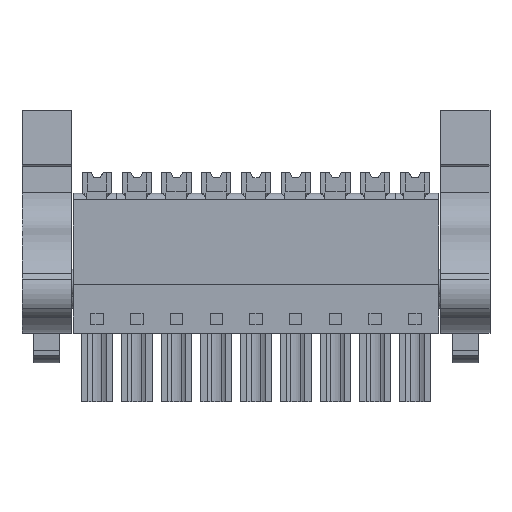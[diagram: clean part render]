
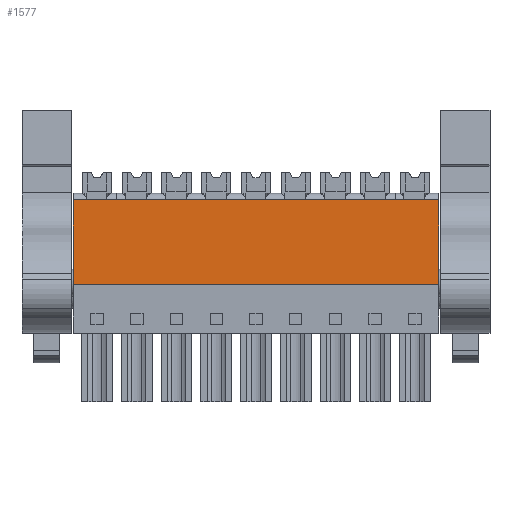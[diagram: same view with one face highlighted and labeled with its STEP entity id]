
A CAD part, front view. The second image highlights one B-rep face of the part: STEP entity #1577.
In plain terms, the highlighted planar face has unit normal (0, -1, 0).
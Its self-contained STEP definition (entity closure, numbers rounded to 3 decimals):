
#1557=AXIS2_PLACEMENT_3D('Plane Axis2P3D',#1554,#1555,#1556) ;
#77=CARTESIAN_POINT('Vertex',(4.9,2.029,11.25)) ;
#80=CARTESIAN_POINT('Line Origine',(4.9,2.029,13.3)) ;
#84=CARTESIAN_POINT('Vertex',(4.9,2.029,19.4)) ;
#1539=CARTESIAN_POINT('Vertex',(39.98,2.029,11.25)) ;
#1542=CARTESIAN_POINT('Line Origine',(22.44,2.029,11.25)) ;
#1554=CARTESIAN_POINT('Axis2P3D Location',(23.85,2.029,19.4)) ;
#1559=CARTESIAN_POINT('Line Origine',(39.98,2.029,15.325)) ;
#1563=CARTESIAN_POINT('Vertex',(39.98,2.029,19.4)) ;
#1566=CARTESIAN_POINT('Line Origine',(22.44,2.029,19.4)) ;
#81=DIRECTION('Vector Direction',(0.,0.,1.)) ;
#1543=DIRECTION('Vector Direction',(1.,0.,0.)) ;
#1555=DIRECTION('Axis2P3D Direction',(0.,-1.,0.)) ;
#1556=DIRECTION('Axis2P3D XDirection',(0.,0.,-1.)) ;
#1560=DIRECTION('Vector Direction',(0.,0.,-1.)) ;
#1567=DIRECTION('Vector Direction',(1.,0.,0.)) ;
#82=VECTOR('Line Direction',#81,1.) ;
#1544=VECTOR('Line Direction',#1543,1.) ;
#1561=VECTOR('Line Direction',#1560,1.) ;
#1568=VECTOR('Line Direction',#1567,1.) ;
#1572=ORIENTED_EDGE('',*,*,#1546,.T.) ;
#1573=ORIENTED_EDGE('',*,*,#1565,.F.) ;
#1574=ORIENTED_EDGE('',*,*,#1570,.F.) ;
#1575=ORIENTED_EDGE('',*,*,#86,.F.) ;
#1577=ADVANCED_FACE('HOUSING',(#1576),#1558,.T.) ;
#86=EDGE_CURVE('',#78,#85,#83,.T.) ;
#1546=EDGE_CURVE('',#78,#1540,#1545,.T.) ;
#1565=EDGE_CURVE('',#1564,#1540,#1562,.T.) ;
#1570=EDGE_CURVE('',#85,#1564,#1569,.T.) ;
#1571=EDGE_LOOP('',(#1572,#1573,#1574,#1575)) ;
#1576=FACE_OUTER_BOUND('',#1571,.T.) ;
#83=LINE('Line',#80,#82) ;
#1545=LINE('Line',#1542,#1544) ;
#1562=LINE('Line',#1559,#1561) ;
#1569=LINE('Line',#1566,#1568) ;
#1558=PLANE('',#1557) ;
#78=VERTEX_POINT('',#77) ;
#85=VERTEX_POINT('',#84) ;
#1540=VERTEX_POINT('',#1539) ;
#1564=VERTEX_POINT('',#1563) ;
